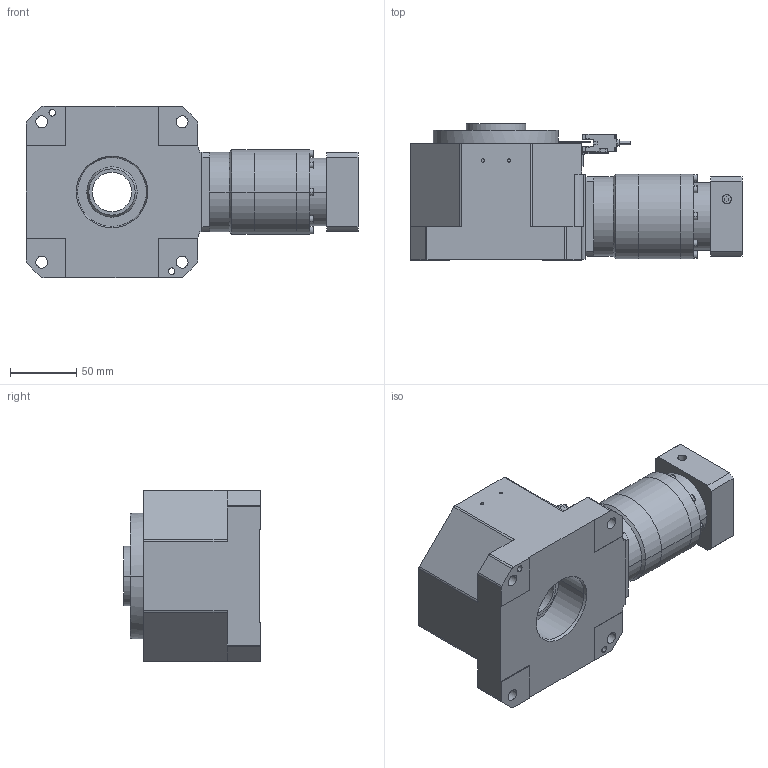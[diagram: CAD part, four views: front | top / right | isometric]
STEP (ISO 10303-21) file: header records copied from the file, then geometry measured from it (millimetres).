
FILE_DESCRIPTION((''),'2;1');
FILE_NAME('ZCM130_ASM','2020-08-21T10:30:47',('Administrator'),(''),'CREO PARAMETRIC BY PTC INC, 2017260','CREO PARAMETRIC BY PTC INC, 2017260','');
FILE_SCHEMA(('CONFIG_CONTROL_DESIGN','SHAPE_APPEARANCE_LAYERS_GROUPS'));
Length unit declared in the file: millimetre
Products named in the file (17): LOOP_ZCM130; _2497_10; _10; _4398_10; _100; ST-303_1_2_ASM; HOLDER_ZCH150; ROCKER_ZCM130; SENSOR_ZCM130_ASM; __1_2000; _-5144000; _-5876000; _000; FLAT-KEY-5X5X25; VRB60-L2_14-32-50-0001_ASM; BASE-SOLID_ZCM130; ZCM130_ASM
Assembly tree (16 placements, depth 4):
  ZCM130_ASM
    LOOP_ZCM130
    SENSOR_ZCM130_ASM
      ST-303_1_2_ASM
        _2497_10
        _10
        _4398_10
        _100
      HOLDER_ZCH150
      ROCKER_ZCM130
    VRB60-L2_14-32-50-0001_ASM
      __1_2000
      _-5144000
      _-5876000
      _000
      FLAT-KEY-5X5X25
    BASE-SOLID_ZCM130
Bounding box: 251 x 103 x 130 mm (x, y, z)
Volume: 1590433 mm3; surface area: 171006 mm2
Topology: 13 solids, 13 shells, 885 faces, 2250 edges, 1425 vertices
Faces by surface type: plane 448, cylinder 349, cone 56, torus 24, sphere 8
Entity records: 31062 total; most frequent: CARTESIAN_POINT 5059, DIRECTION 4737, ORIENTED_EDGE 4400, EDGE_CURVE 2200, AXIS2_PLACEMENT_3D 1670, VERTEX_POINT 1425, VECTOR 1397, LINE 1397
